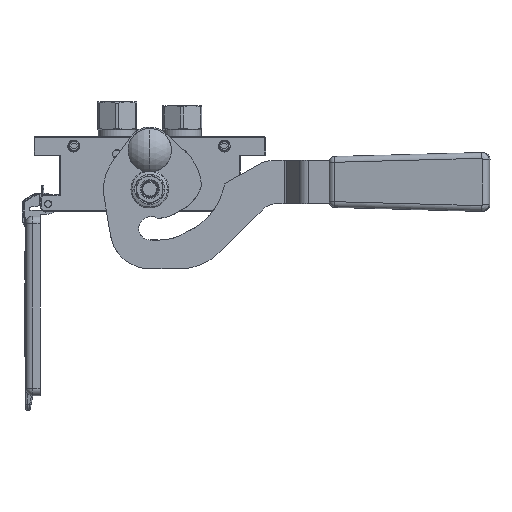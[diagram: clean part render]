
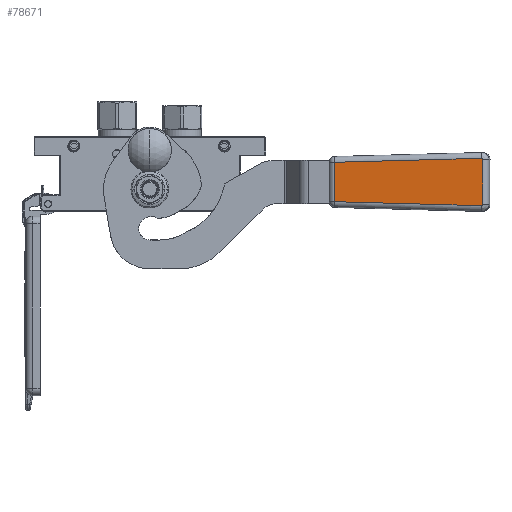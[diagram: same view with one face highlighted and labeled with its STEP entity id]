
A CAD part, front view. The second image highlights one B-rep face of the part: STEP entity #78671.
In plain terms, the highlighted face is planar.
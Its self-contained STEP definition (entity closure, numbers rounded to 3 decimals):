
#1170 = CARTESIAN_POINT ( 'NONE',  ( -15.363, 0.055, -4.054 ) ) ;
#3930 = ORIENTED_EDGE ( 'NONE', *, *, #40470, .F. ) ;
#6533 = CARTESIAN_POINT ( 'NONE',  ( 15.43, 0.055, -4.054 ) ) ;
#7595 = CARTESIAN_POINT ( 'NONE',  ( 16.363, 0.069, -5.081 ) ) ;
#14276 = VECTOR ( 'NONE', #37134, 1000. ) ;
#16560 = VERTEX_POINT ( 'NONE', #79057 ) ;
#18849 = DIRECTION ( 'NONE',  ( 0., 1., 0.014 ) ) ;
#19487 = LINE ( 'NONE', #44850, #14276 ) ;
#19760 = DIRECTION ( 'NONE',  ( 1., 0., 0. ) ) ;
#23334 = CARTESIAN_POINT ( 'NONE',  ( 15.931, 0.057, -4.223 ) ) ;
#23704 = B_SPLINE_CURVE_WITH_KNOTS ( 'NONE', 3,
 ( #68248, #25928, #101243, #33951, #83718, #84798, #42009, #84423, #50078, #66844, #75238 ),
 .UNSPECIFIED., .F., .F.,
 ( 4, 1, 1, 1, 1, 1, 1, 1, 4 ),
 ( 0., 0.125, 0.25, 0.375, 0.5, 0.625, 0.75, 0.875, 1. ),
 .UNSPECIFIED. ) ;
#24046 = EDGE_CURVE ( 'NONE', #65484, #73708, #62683, .T. ) ;
#25928 = CARTESIAN_POINT ( 'NONE',  ( -16.364, 0.068, -5.014 ) ) ;
#26099 = VECTOR ( 'NONE', #95630, 1000. ) ;
#29594 = CARTESIAN_POINT ( 'NONE',  ( -16.363, 0.069, -5.081 ) ) ;
#30949 = EDGE_CURVE ( 'NONE', #68069, #97971, #93588, .T. ) ;
#31752 = CARTESIAN_POINT ( 'NONE',  ( 16.209, 0.061, -4.509 ) ) ;
#33951 = CARTESIAN_POINT ( 'NONE',  ( -16.301, 0.063, -4.688 ) ) ;
#35197 = ORIENTED_EDGE ( 'NONE', *, *, #24046, .F. ) ;
#37134 = DIRECTION ( 'NONE',  ( -1., 0., 0. ) ) ;
#40470 = EDGE_CURVE ( 'NONE', #97971, #73513, #102471, .T. ) ;
#40623 = EDGE_CURVE ( 'NONE', #73513, #16560, #76716, .T. ) ;
#42009 = CARTESIAN_POINT ( 'NONE',  ( -15.931, 0.057, -4.223 ) ) ;
#42046 = CARTESIAN_POINT ( 'NONE',  ( 16.363, 0.069, -5.081 ) ) ;
#44850 = CARTESIAN_POINT ( 'NONE',  ( 13.607, 1.447, -107.054 ) ) ;
#48015 = VECTOR ( 'NONE', #76242, 1000. ) ;
#50078 = CARTESIAN_POINT ( 'NONE',  ( -15.562, 0.055, -4.067 ) ) ;
#54288 = CARTESIAN_POINT ( 'NONE',  ( -13.607, 1.447, -107.054 ) ) ;
#56608 = CARTESIAN_POINT ( 'NONE',  ( 15.363, 0.055, -4.054 ) ) ;
#57312 = CARTESIAN_POINT ( 'NONE',  ( 16.355, 0.066, -4.882 ) ) ;
#62683 = LINE ( 'NONE', #54288, #26099 ) ;
#62797 = CARTESIAN_POINT ( 'NONE',  ( -13.607, 1.447, -107.054 ) ) ;
#64949 = CARTESIAN_POINT ( 'NONE',  ( 15.562, 0.055, -4.067 ) ) ;
#65484 = VERTEX_POINT ( 'NONE', #62797 ) ;
#66844 = CARTESIAN_POINT ( 'NONE',  ( -15.43, 0.055, -4.054 ) ) ;
#68069 = VERTEX_POINT ( 'NONE', #1170 ) ;
#68248 = CARTESIAN_POINT ( 'NONE',  ( -16.363, 0.069, -5.081 ) ) ;
#68845 = CARTESIAN_POINT ( 'NONE',  ( 50., 1.5, -111. ) ) ;
#73513 = VERTEX_POINT ( 'NONE', #42046 ) ;
#73708 = VERTEX_POINT ( 'NONE', #29594 ) ;
#75238 = CARTESIAN_POINT ( 'NONE',  ( -15.363, 0.055, -4.054 ) ) ;
#76242 = DIRECTION ( 'NONE',  ( -0.027, 0.014, -1. ) ) ;
#76716 = LINE ( 'NONE', #92386, #48015 ) ;
#77357 = EDGE_CURVE ( 'NONE', #73708, #68069, #23704, .T. ) ;
#77435 = FACE_OUTER_BOUND ( 'NONE', #97503, .T. ) ;
#77504 = CARTESIAN_POINT ( 'NONE',  ( -15.363, 0.055, -4.054 ) ) ;
#77841 = VECTOR ( 'NONE', #19760, 1000. ) ;
#78671 = ADVANCED_FACE ( 'NONE', ( #77435 ), #85374, .F. ) ;
#79057 = CARTESIAN_POINT ( 'NONE',  ( 13.607, 1.447, -107.054 ) ) ;
#81359 = EDGE_CURVE ( 'NONE', #16560, #65484, #19487, .T. ) ;
#81842 = CARTESIAN_POINT ( 'NONE',  ( 16.084, 0.059, -4.352 ) ) ;
#82279 = ORIENTED_EDGE ( 'NONE', *, *, #40623, .F. ) ;
#82561 = CARTESIAN_POINT ( 'NONE',  ( 16.364, 0.068, -5.014 ) ) ;
#83718 = CARTESIAN_POINT ( 'NONE',  ( -16.209, 0.061, -4.509 ) ) ;
#84423 = CARTESIAN_POINT ( 'NONE',  ( -15.754, 0.056, -4.127 ) ) ;
#84798 = CARTESIAN_POINT ( 'NONE',  ( -16.084, 0.059, -4.352 ) ) ;
#85374 = PLANE ( 'NONE',  #92578 ) ;
#89691 = CARTESIAN_POINT ( 'NONE',  ( 15.363, 0.055, -4.054 ) ) ;
#90079 = ORIENTED_EDGE ( 'NONE', *, *, #77357, .F. ) ;
#90252 = CARTESIAN_POINT ( 'NONE',  ( 16.301, 0.063, -4.688 ) ) ;
#91400 = ORIENTED_EDGE ( 'NONE', *, *, #30949, .F. ) ;
#92386 = CARTESIAN_POINT ( 'NONE',  ( 16.363, 0.069, -5.081 ) ) ;
#92578 = AXIS2_PLACEMENT_3D ( 'NONE', #68845, #18849, #101460 ) ;
#93588 = LINE ( 'NONE', #77504, #77841 ) ;
#95630 = DIRECTION ( 'NONE',  ( -0.027, -0.014, 1. ) ) ;
#97503 = EDGE_LOOP ( 'NONE', ( #105621, #82279, #3930, #91400, #90079, #35197 ) ) ;
#97971 = VERTEX_POINT ( 'NONE', #89691 ) ;
#101243 = CARTESIAN_POINT ( 'NONE',  ( -16.355, 0.066, -4.882 ) ) ;
#101460 = DIRECTION ( 'NONE',  ( 0., -0.014, 1. ) ) ;
#102471 = B_SPLINE_CURVE_WITH_KNOTS ( 'NONE', 3,
 ( #56608, #6533, #64949, #107392, #23334, #81842, #31752, #90252, #57312, #82561, #7595 ),
 .UNSPECIFIED., .F., .F.,
 ( 4, 1, 1, 1, 1, 1, 1, 1, 4 ),
 ( 0., 0.125, 0.25, 0.375, 0.5, 0.625, 0.75, 0.875, 1. ),
 .UNSPECIFIED. ) ;
#105621 = ORIENTED_EDGE ( 'NONE', *, *, #81359, .F. ) ;
#107392 = CARTESIAN_POINT ( 'NONE',  ( 15.754, 0.056, -4.127 ) ) ;
